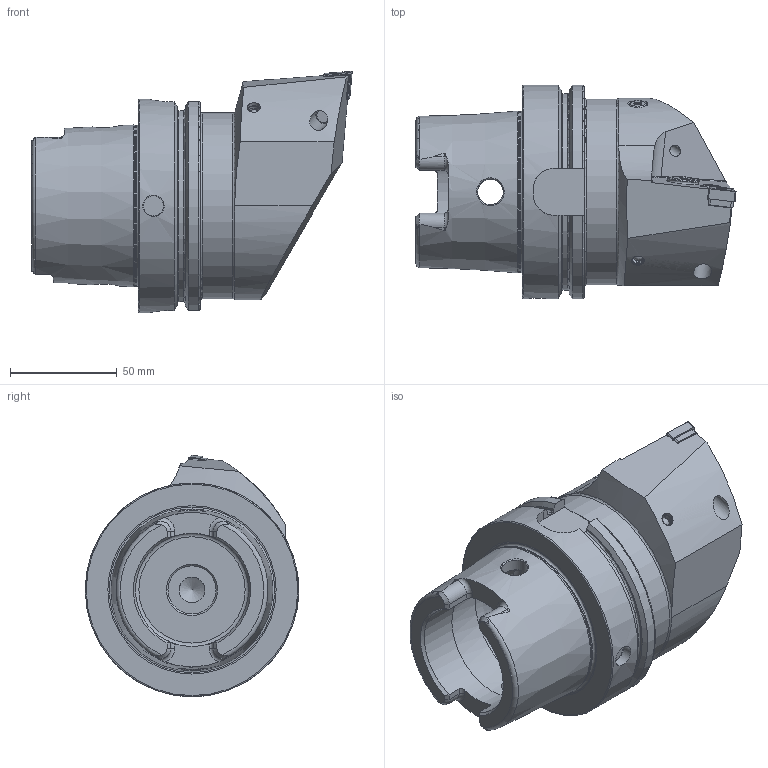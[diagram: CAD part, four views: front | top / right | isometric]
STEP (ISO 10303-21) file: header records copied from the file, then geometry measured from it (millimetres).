
FILE_DESCRIPTION (( 'STEP AP214' ), '1' );
FILE_NAME ('HA0.PCD.LLA.100-HP.STEP', '2020-11-23T10:37:21', ( '' ), ( '' ), 'SwSTEP 2.0', 'SolidWorks 2017', '' );
FILE_SCHEMA (( 'AUTOMOTIVE_DESIGN' ));
Length unit declared in the file: millimetre
Products named in the file (13): CHP-ER1.015.006; WCD-ER4.101.017_A; CHP-ER1.008.014_A; WCD-ER3.101.000_A; WCD-ER2.101.003_A; CHP-ER1.015.006_A; DIN 3771 - 13x1; CNMG120404; HA0.PCD.LLA.100-HP; HA0-PCD.LLA.100-HP_A_Fertigbearbeitung; DIN 7991 - M5x15; ISO 8752 2x8; KVT_MB_600_060
Assembly tree (12 placements, depth 3):
  HA0.PCD.LLA.100-HP
    HA0-PCD.LLA.100-HP_A_Fertigbearbeitung
    KVT_MB_600_060
    CNMG120404
    WCD-ER2.101.003_A
    WCD-ER4.101.017_A
    WCD-ER3.101.000_A
    CHP-ER1.008.014_A
    CHP-ER1.015.006
      CHP-ER1.015.006_A
      DIN 3771 - 13x1
      DIN 7991 - M5x15
    ISO 8752 2x8
Bounding box: 149.9 x 100 x 113 mm (x, y, z)
Volume: 572719.1 mm3; surface area: 75051.5 mm2
Topology: 12 solids, 12 shells, 373 faces, 923 edges, 570 vertices
Faces by surface type: plane 155, cylinder 90, cone 80, torus 33, bspline 14, sphere 1
Full cylindrical faces by diameter (mm): 2 x1, 2.5 x1, 3 x1, 3.55 x1, 4.2 x2, 5 x5, 5.16 x1, 5.2 x1, 5.5 x1, 6 x3, 6.4 x2, 7 x2, 7.9 x2, 8 x2, 8.4 x1, 10 x2, 12 x3, 13.4 x1, 15 x4, 22.5 x1, 26 x1, 53 x2, 63 x1, 75.265 x1, 87 x1, 100 x1
Entity records: 13990 total; most frequent: CARTESIAN_POINT 4559, DIRECTION 1595, ORIENTED_EDGE 1538, EDGE_CURVE 769, AXIS2_PLACEMENT_3D 639, VERTEX_POINT 537, EDGE_LOOP 512, FACE_OUTER_BOUND 432
